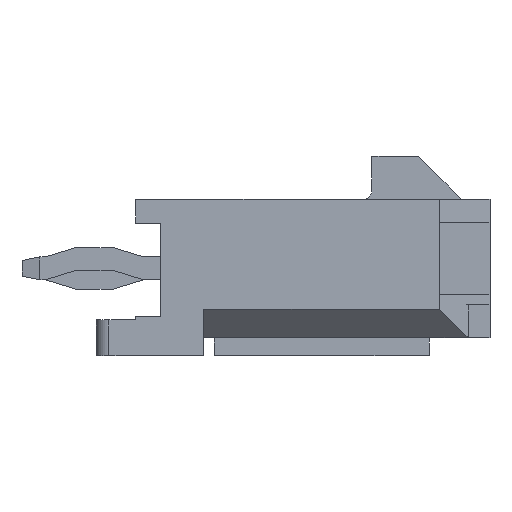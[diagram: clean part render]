
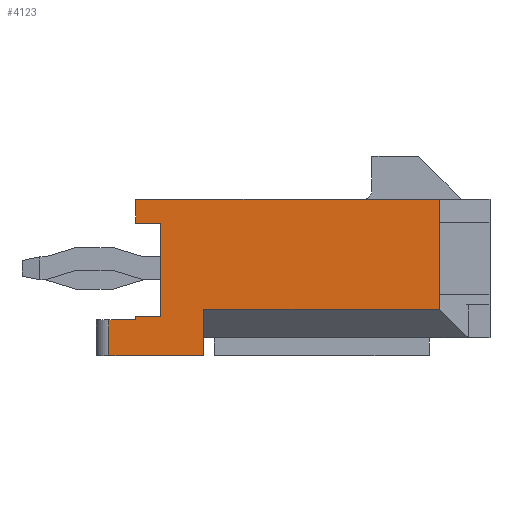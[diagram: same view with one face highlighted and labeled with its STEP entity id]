
A CAD part, left-side view. The second image highlights one B-rep face of the part: STEP entity #4123.
In plain terms, the highlighted planar face has unit normal (-1, 0, 0).
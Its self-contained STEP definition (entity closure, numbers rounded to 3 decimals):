
#445=ORIENTED_EDGE('',*,*,#1585,.F.);
#446=ORIENTED_EDGE('',*,*,#1586,.T.);
#447=ORIENTED_EDGE('',*,*,#1587,.F.);
#448=ORIENTED_EDGE('',*,*,#1588,.F.);
#449=ORIENTED_EDGE('',*,*,#1589,.F.);
#450=ORIENTED_EDGE('',*,*,#1324,.T.);
#451=ORIENTED_EDGE('',*,*,#1590,.T.);
#452=ORIENTED_EDGE('',*,*,#1591,.T.);
#453=ORIENTED_EDGE('',*,*,#1592,.T.);
#454=ORIENTED_EDGE('',*,*,#1593,.T.);
#455=ORIENTED_EDGE('',*,*,#1594,.T.);
#456=ORIENTED_EDGE('',*,*,#1595,.T.);
#457=ORIENTED_EDGE('',*,*,#1596,.T.);
#458=ORIENTED_EDGE('',*,*,#1597,.T.);
#1324=EDGE_CURVE('',#1921,#1920,#2308,.T.);
#1585=EDGE_CURVE('',#2126,#2127,#2569,.T.);
#1586=EDGE_CURVE('',#2126,#2128,#2570,.T.);
#1587=EDGE_CURVE('',#2129,#2128,#2571,.T.);
#1588=EDGE_CURVE('',#2130,#2129,#2572,.T.);
#1589=EDGE_CURVE('',#1921,#2130,#2573,.T.);
#1590=EDGE_CURVE('',#1920,#2131,#2574,.T.);
#1591=EDGE_CURVE('',#2131,#2132,#2575,.T.);
#1592=EDGE_CURVE('',#2132,#2133,#2576,.T.);
#1593=EDGE_CURVE('',#2133,#2134,#2577,.T.);
#1594=EDGE_CURVE('',#2134,#2135,#2578,.T.);
#1595=EDGE_CURVE('',#2135,#2136,#2579,.T.);
#1596=EDGE_CURVE('',#2136,#2137,#2580,.T.);
#1597=EDGE_CURVE('',#2137,#2127,#2581,.T.);
#1920=VERTEX_POINT('',#5906);
#1921=VERTEX_POINT('',#5908);
#2126=VERTEX_POINT('',#6419);
#2127=VERTEX_POINT('',#6420);
#2128=VERTEX_POINT('',#6422);
#2129=VERTEX_POINT('',#6424);
#2130=VERTEX_POINT('',#6426);
#2131=VERTEX_POINT('',#6429);
#2132=VERTEX_POINT('',#6431);
#2133=VERTEX_POINT('',#6433);
#2134=VERTEX_POINT('',#6435);
#2135=VERTEX_POINT('',#6437);
#2136=VERTEX_POINT('',#6439);
#2137=VERTEX_POINT('',#6441);
#2308=LINE('',#5907,#2900);
#2569=LINE('',#6418,#3161);
#2570=LINE('',#6421,#3162);
#2571=LINE('',#6423,#3163);
#2572=LINE('',#6425,#3164);
#2573=LINE('',#6427,#3165);
#2574=LINE('',#6428,#3166);
#2575=LINE('',#6430,#3167);
#2576=LINE('',#6432,#3168);
#2577=LINE('',#6434,#3169);
#2578=LINE('',#6436,#3170);
#2579=LINE('',#6438,#3171);
#2580=LINE('',#6440,#3172);
#2581=LINE('',#6442,#3173);
#2900=VECTOR('',#4806,1000.);
#3161=VECTOR('',#5157,1000.);
#3162=VECTOR('',#5158,1000.);
#3163=VECTOR('',#5159,1000.);
#3164=VECTOR('',#5160,1000.);
#3165=VECTOR('',#5161,1000.);
#3166=VECTOR('',#5162,1000.);
#3167=VECTOR('',#5163,1000.);
#3168=VECTOR('',#5164,1000.);
#3169=VECTOR('',#5165,1000.);
#3170=VECTOR('',#5166,1000.);
#3171=VECTOR('',#5167,1000.);
#3172=VECTOR('',#5168,1000.);
#3173=VECTOR('',#5169,1000.);
#3482=EDGE_LOOP('',(#445,#446,#447,#448,#449,#450,#451,#452,#453,#454,#455,
#456,#457,#458));
#3704=FACE_BOUND('',#3482,.T.);
#3915=PLANE('',#4537);
#4123=ADVANCED_FACE('',(#3704),#3915,.T.);
#4537=AXIS2_PLACEMENT_3D('',#6417,#5155,#5156);
#4806=DIRECTION('',(0.,1.,0.));
#5155=DIRECTION('',(-1.,0.,0.));
#5156=DIRECTION('',(0.,0.,1.));
#5157=DIRECTION('',(0.,0.,-1.));
#5158=DIRECTION('',(0.,-1.,0.));
#5159=DIRECTION('',(0.,0.,-1.));
#5160=DIRECTION('',(0.,0.,-1.));
#5161=DIRECTION('',(0.,0.,-1.));
#5162=DIRECTION('',(0.,0.,-1.));
#5163=DIRECTION('',(0.,-1.,0.));
#5164=DIRECTION('',(0.,0.,-1.));
#5165=DIRECTION('',(0.,1.,0.));
#5166=DIRECTION('',(0.,0.,-1.));
#5167=DIRECTION('',(0.,1.,0.));
#5168=DIRECTION('',(0.,0.,-1.));
#5169=DIRECTION('',(0.,-1.,0.));
#5906=CARTESIAN_POINT('',(-7.825,4.95,2.185));
#5907=CARTESIAN_POINT('',(-7.825,-4.95,2.185));
#5908=CARTESIAN_POINT('',(-7.825,-3.536,2.185));
#6417=CARTESIAN_POINT('',(-7.825,0.,0.));
#6418=CARTESIAN_POINT('',(-7.825,3.05,-1.685));
#6419=CARTESIAN_POINT('',(-7.825,3.05,-0.885));
#6420=CARTESIAN_POINT('',(-7.825,3.05,-2.185));
#6421=CARTESIAN_POINT('',(-7.825,0.,-0.885));
#6422=CARTESIAN_POINT('',(-7.825,-3.536,-0.885));
#6423=CARTESIAN_POINT('',(-7.825,-3.536,0.));
#6424=CARTESIAN_POINT('',(-7.825,-3.536,-0.465));
#6425=CARTESIAN_POINT('',(-7.825,-3.536,1.535));
#6426=CARTESIAN_POINT('',(-7.825,-3.536,1.535));
#6427=CARTESIAN_POINT('',(-7.825,-3.536,0.));
#6428=CARTESIAN_POINT('',(-7.825,4.95,2.185));
#6429=CARTESIAN_POINT('',(-7.825,4.95,1.515));
#6430=CARTESIAN_POINT('',(-7.825,0.,1.515));
#6431=CARTESIAN_POINT('',(-7.825,4.25,1.515));
#6432=CARTESIAN_POINT('',(-7.825,4.25,0.));
#6433=CARTESIAN_POINT('',(-7.825,4.25,-1.085));
#6434=CARTESIAN_POINT('',(-7.825,0.,-1.085));
#6435=CARTESIAN_POINT('',(-7.825,4.95,-1.085));
#6436=CARTESIAN_POINT('',(-7.825,4.95,2.185));
#6437=CARTESIAN_POINT('',(-7.825,4.95,-1.185));
#6438=CARTESIAN_POINT('',(-7.825,4.95,-1.185));
#6439=CARTESIAN_POINT('',(-7.825,5.7,-1.185));
#6440=CARTESIAN_POINT('',(-7.825,5.7,-1.185));
#6441=CARTESIAN_POINT('',(-7.825,5.7,-2.185));
#6442=CARTESIAN_POINT('',(-7.825,4.95,-2.185));
